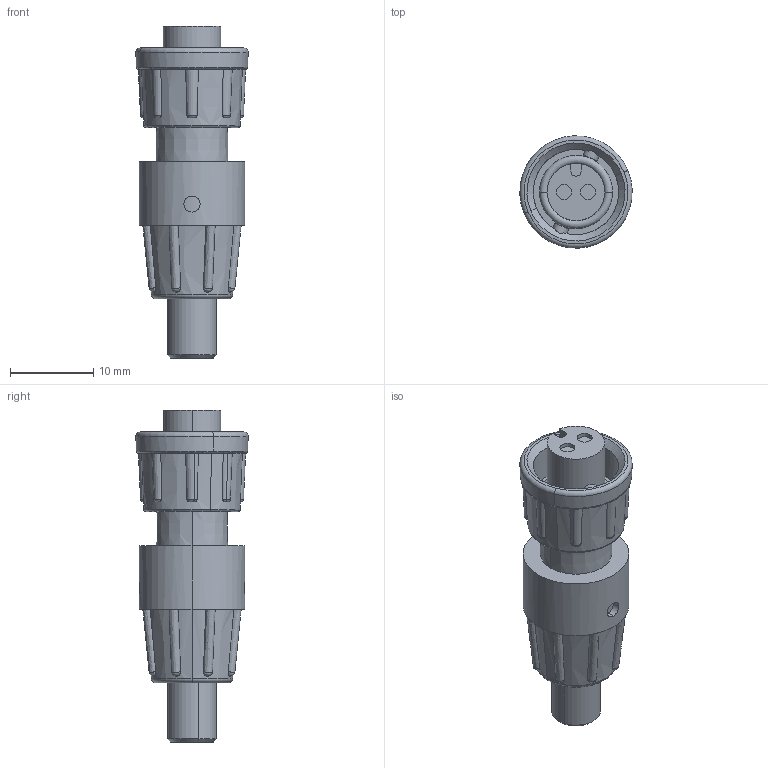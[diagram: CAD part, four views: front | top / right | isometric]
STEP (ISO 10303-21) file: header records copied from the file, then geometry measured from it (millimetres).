
FILE_DESCRIPTION (( 'STEP AP203' ), '1' );
FILE_NAME ('16280-2SG-318.STEP', '2012-07-27T15:57:41', ( 'J0FPBF1' ), ( '' ), 'SwSTEP 2.0', 'SolidWorks 2011', '' );
FILE_SCHEMA (( 'CONFIG_CONTROL_DESIGN' ));
Length unit declared in the file: inch
Products named in the file (1): 16280-2SG-318
Bounding box: 13.5 x 13.5 x 39.88 mm (x, y, z)
Volume: 2999 mm3; surface area: 2159.9 mm2
Topology: 1 solids, 1 shells, 148 faces, 418 edges, 282 vertices
Faces by surface type: plane 51, torus 27, cylinder 24, bspline 24, cone 22
Entity records: 10042 total; most frequent: CARTESIAN_POINT 6279, ORIENTED_EDGE 836, DIRECTION 729, EDGE_CURVE 418, AXIS2_PLACEMENT_3D 328, VERTEX_POINT 282, CIRCLE 203, EDGE_LOOP 158
